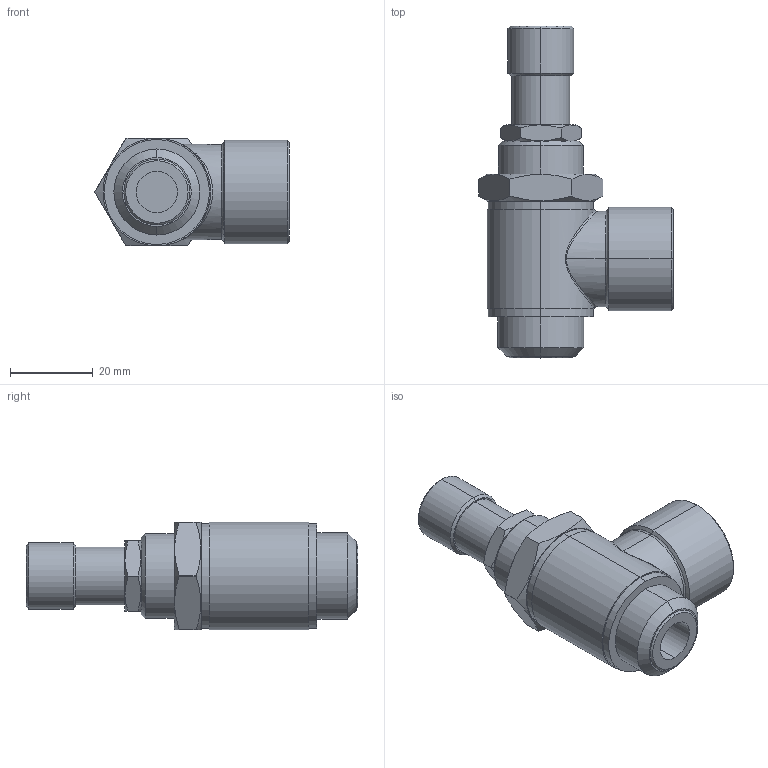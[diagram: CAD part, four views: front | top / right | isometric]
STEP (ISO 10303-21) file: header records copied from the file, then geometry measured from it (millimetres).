
FILE_DESCRIPTION (( 'STEP AP203' ), '1' );
FILE_NAME ('04300B04.STEP', '2010-04-29T12:42:40', ( '' ), ( 'sopra-pneumatic' ), 'SwSTEP 2.0', 'SolidWorks 2009', '' );
FILE_SCHEMA (( 'CONFIG_CONTROL_DESIGN' ));
Length unit declared in the file: millimetre
Products named in the file (1): 04300B04
Bounding box: 47 x 80.26 x 26 mm (x, y, z)
Volume: 33218.1 mm3; surface area: 9962.8 mm2
Topology: 1 solids, 3 shells, 90 faces, 195 edges, 122 vertices
Faces by surface type: cylinder 34, plane 28, cone 24, bspline 2, torus 2
Entity records: 4113 total; most frequent: CARTESIAN_POINT 2076, DIRECTION 423, ORIENTED_EDGE 390, EDGE_CURVE 195, AXIS2_PLACEMENT_3D 178, VERTEX_POINT 122, EDGE_LOOP 101, ADVANCED_FACE 90
